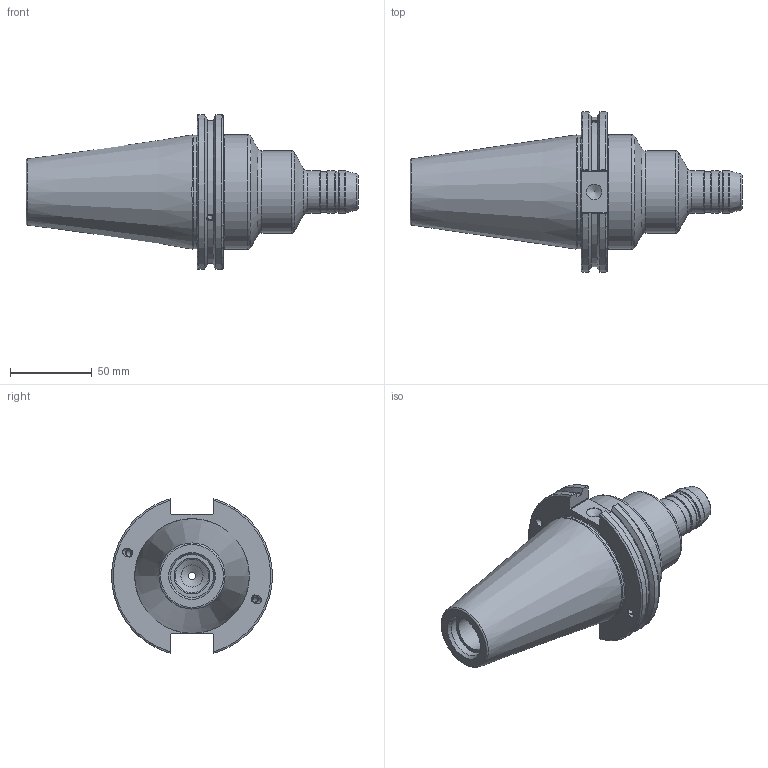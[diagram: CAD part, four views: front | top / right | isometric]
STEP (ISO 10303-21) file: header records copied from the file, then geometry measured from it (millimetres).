
FILE_DESCRIPTION(/* description */ (''),/* implementation_level */ '2;1');
FILE_NAME(/* name */ 'WL020.stp',/* time_stamp */ '2023-03-24T11:51:07+09:00',/* author */ ('eos'),/* organization */ (''),/* preprocessor_version */ 'ST-DEVELOPER v18.1',/* originating_system */ 'Autodesk Inventor 2022',/* authorisation */ '');
FILE_SCHEMA (('AUTOMOTIVE_DESIGN { 1 0 10303 214 3 1 1 }'));
Length unit declared in the file: millimetre
Products named in the file (1): CAT50
Bounding box: 203.2 x 98.06 x 94.69 mm (x, y, z)
Volume: 463295.4 mm3; surface area: 56653.1 mm2
Topology: 1 solids, 1 shells, 112 faces, 307 edges, 203 vertices
Faces by surface type: plane 37, cylinder 34, torus 21, cone 20
Full cylindrical faces by diameter (mm): 3.242 x4, 4.134 x2, 4.2 x2, 4.3 x1, 5 x2, 6.35 x1, 6.8 x1, 9.525 x1, 13.5 x1, 20.5 x1, 21.971 x1, 25 x2, 26 x3, 26.2 x1, 50.25 x1, 69.25 x1, 69.9 x1
Entity records: 4014 total; most frequent: CARTESIAN_POINT 1102, DIRECTION 615, ORIENTED_EDGE 608, EDGE_CURVE 304, AXIS2_PLACEMENT_3D 254, VERTEX_POINT 203, CIRCLE 139, EDGE_LOOP 131
